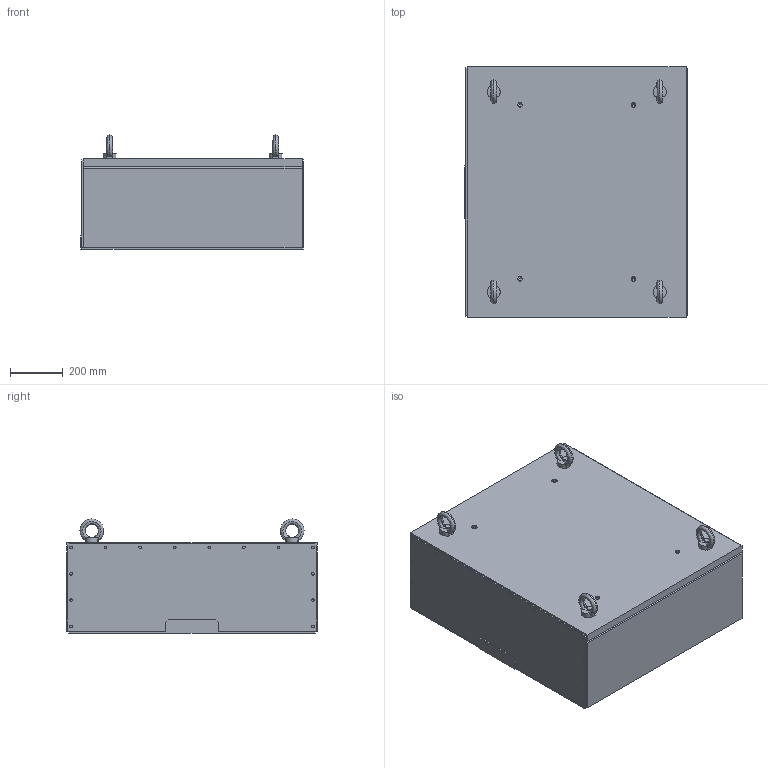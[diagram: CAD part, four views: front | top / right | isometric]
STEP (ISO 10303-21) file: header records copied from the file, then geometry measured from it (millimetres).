
FILE_DESCRIPTION(/* description */ (''),/* implementation_level */ '2;1');
FILE_NAME(/* name */ 'SVMF080800.stp',/* time_stamp */ '2023-02-02T10:55:19+01:00',/* author */ ('EN'),/* organization */ (''),/* preprocessor_version */ 'ST-DEVELOPER v18.1',/* originating_system */ 'Autodesk Inventor 2021',/* authorisation */ '');
FILE_SCHEMA (('AUTOMOTIVE_DESIGN { 1 0 10303 214 3 1 1 }'));
Length unit declared in the file: millimetre
Products named in the file (1): SVMF080800_Obal_1
Bounding box: 845 x 951 x 433 mm (x, y, z)
Volume: 46537509.4 mm3; surface area: 5836700.2 mm2
Topology: 15 solids, 15 shells, 256 faces, 614 edges, 380 vertices
Faces by surface type: plane 142, cylinder 66, cone 28, bspline 16, torus 4
Full cylindrical faces by diameter (mm): 10 x14, 17.294 x4, 20 x4, 20.752 x4, 22 x4, 24 x4
Entity records: 10056 total; most frequent: CARTESIAN_POINT 3713, DIRECTION 1272, ORIENTED_EDGE 1212, EDGE_CURVE 606, AXIS2_PLACEMENT_3D 481, VERTEX_POINT 380, LINE 310, VECTOR 310
